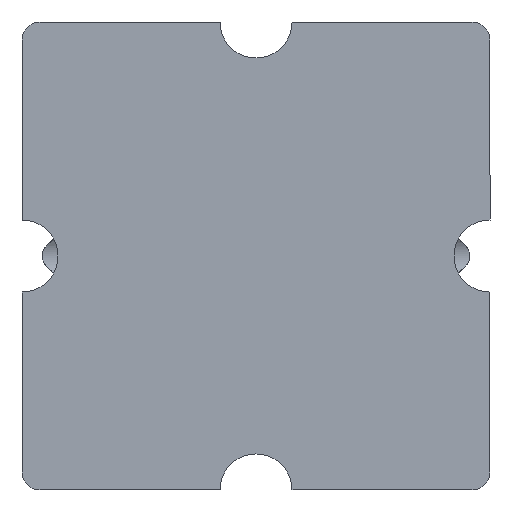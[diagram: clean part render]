
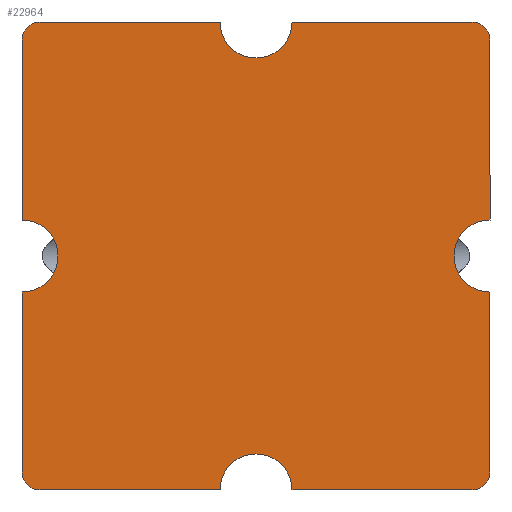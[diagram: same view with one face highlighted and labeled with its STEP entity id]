
A CAD part, front view. The second image highlights one B-rep face of the part: STEP entity #22964.
In plain terms, the highlighted planar face has unit normal (0, -1, 0).
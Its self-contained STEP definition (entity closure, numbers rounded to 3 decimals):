
#564 = CIRCLE ( 'NONE', #28671, 2.5 ) ;
#704 = VERTEX_POINT ( 'NONE', #28688 ) ;
#1108 = ORIENTED_EDGE ( 'NONE', *, *, #17689, .F. ) ;
#1529 = LINE ( 'NONE', #8919, #36064 ) ;
#1785 = ORIENTED_EDGE ( 'NONE', *, *, #44582, .F. ) ;
#2177 = CARTESIAN_POINT ( 'NONE',  ( 5., 0., -32.5 ) ) ;
#2353 = ORIENTED_EDGE ( 'NONE', *, *, #27819, .F. ) ;
#2396 = DIRECTION ( 'NONE',  ( 0., 0., 1. ) ) ;
#2476 = DIRECTION ( 'NONE',  ( 0., -1., 0. ) ) ;
#2582 = CARTESIAN_POINT ( 'NONE',  ( -32.5, 0., -5. ) ) ;
#2838 = VECTOR ( 'NONE', #18201, 1000. ) ;
#3345 = ORIENTED_EDGE ( 'NONE', *, *, #18278, .F. ) ;
#4242 = ORIENTED_EDGE ( 'NONE', *, *, #43028, .F. ) ;
#4407 = LINE ( 'NONE', #34748, #2838 ) ;
#5360 = CARTESIAN_POINT ( 'NONE',  ( -32.5, 0., 0. ) ) ;
#5573 = AXIS2_PLACEMENT_3D ( 'NONE', #20199, #34916, #20433 ) ;
#5852 = CARTESIAN_POINT ( 'NONE',  ( 5., 0., -32.5 ) ) ;
#6065 = DIRECTION ( 'NONE',  ( 0., 0., 1. ) ) ;
#6093 = EDGE_CURVE ( 'NONE', #43018, #44415, #18220, .T. ) ;
#7185 = VERTEX_POINT ( 'NONE', #8283 ) ;
#8283 = CARTESIAN_POINT ( 'NONE',  ( -5., 0., 32.5 ) ) ;
#8342 = ORIENTED_EDGE ( 'NONE', *, *, #41169, .F. ) ;
#8711 = VERTEX_POINT ( 'NONE', #27797 ) ;
#8919 = CARTESIAN_POINT ( 'NONE',  ( 32.5, 0., 5. ) ) ;
#8923 = ORIENTED_EDGE ( 'NONE', *, *, #16879, .F. ) ;
#9255 = LINE ( 'NONE', #23324, #23722 ) ;
#9433 = CARTESIAN_POINT ( 'NONE',  ( 30., 0., 30. ) ) ;
#9571 = CARTESIAN_POINT ( 'NONE',  ( 32.5, 0., 0. ) ) ;
#10250 = CARTESIAN_POINT ( 'NONE',  ( 0., 0., 27.5 ) ) ;
#10707 = CARTESIAN_POINT ( 'NONE',  ( 32.5, 0., 30. ) ) ;
#10941 = DIRECTION ( 'NONE',  ( 0., 1., 0. ) ) ;
#11085 = VERTEX_POINT ( 'NONE', #30156 ) ;
#11243 = CIRCLE ( 'NONE', #17058, 5. ) ;
#12387 = LINE ( 'NONE', #30300, #26318 ) ;
#12529 = EDGE_CURVE ( 'NONE', #29602, #27495, #1529, .T. ) ;
#12752 = ORIENTED_EDGE ( 'NONE', *, *, #41410, .F. ) ;
#13367 = LINE ( 'NONE', #26530, #16045 ) ;
#13561 = CARTESIAN_POINT ( 'NONE',  ( 30., 0., 32.5 ) ) ;
#15073 = ORIENTED_EDGE ( 'NONE', *, *, #16447, .F. ) ;
#15958 = DIRECTION ( 'NONE',  ( 0., 0., -1. ) ) ;
#15970 = CARTESIAN_POINT ( 'NONE',  ( 30., 0., -32.5 ) ) ;
#16045 = VECTOR ( 'NONE', #22684, 1000. ) ;
#16391 = DIRECTION ( 'NONE',  ( 0., -1., 0. ) ) ;
#16447 = EDGE_CURVE ( 'NONE', #30945, #29602, #38455, .T. ) ;
#16475 = DIRECTION ( 'NONE',  ( 0., 0., 1. ) ) ;
#16698 = AXIS2_PLACEMENT_3D ( 'NONE', #9433, #44283, #16475 ) ;
#16879 = EDGE_CURVE ( 'NONE', #38079, #704, #25675, .T. ) ;
#17058 = AXIS2_PLACEMENT_3D ( 'NONE', #9571, #16391, #2396 ) ;
#17527 = DIRECTION ( 'NONE',  ( 0., -1., 0. ) ) ;
#17592 = DIRECTION ( 'NONE',  ( 0., 0., 1. ) ) ;
#17689 = EDGE_CURVE ( 'NONE', #34752, #23373, #564, .T. ) ;
#17756 = CARTESIAN_POINT ( 'NONE',  ( 0., 0., 32.5 ) ) ;
#17891 = CIRCLE ( 'NONE', #5573, 5. ) ;
#18155 = CARTESIAN_POINT ( 'NONE',  ( -30., 0., 32.5 ) ) ;
#18201 = DIRECTION ( 'NONE',  ( 0., 0., 1. ) ) ;
#18220 = CIRCLE ( 'NONE', #36337, 5. ) ;
#18278 = EDGE_CURVE ( 'NONE', #22358, #38557, #35862, .T. ) ;
#19180 = DIRECTION ( 'NONE',  ( 0., 1., 0. ) ) ;
#19228 = DIRECTION ( 'NONE',  ( -1., 0., 0. ) ) ;
#19366 = EDGE_CURVE ( 'NONE', #11085, #30945, #9255, .T. ) ;
#19634 = VECTOR ( 'NONE', #37471, 1000. ) ;
#20199 = CARTESIAN_POINT ( 'NONE',  ( 0., 0., 32.5 ) ) ;
#20433 = DIRECTION ( 'NONE',  ( 0., 0., 1. ) ) ;
#20444 = AXIS2_PLACEMENT_3D ( 'NONE', #17756, #17527, #38596 ) ;
#20614 = DIRECTION ( 'NONE',  ( 0., 1., 0. ) ) ;
#20688 = ORIENTED_EDGE ( 'NONE', *, *, #43977, .F. ) ;
#21359 = ORIENTED_EDGE ( 'NONE', *, *, #19366, .F. ) ;
#21768 = CARTESIAN_POINT ( 'NONE',  ( -5., 0., -32.5 ) ) ;
#22066 = VECTOR ( 'NONE', #40927, 1000. ) ;
#22326 = DIRECTION ( 'NONE',  ( 0., 0., -1. ) ) ;
#22358 = VERTEX_POINT ( 'NONE', #34980 ) ;
#22513 = VERTEX_POINT ( 'NONE', #22960 ) ;
#22684 = DIRECTION ( 'NONE',  ( 0., 0., 1. ) ) ;
#22960 = CARTESIAN_POINT ( 'NONE',  ( -32.5, 0., 5. ) ) ;
#22964 = ADVANCED_FACE ( 'NONE', ( #36385 ), #40222, .F. ) ;
#23274 = EDGE_CURVE ( 'NONE', #27495, #8711, #11243, .T. ) ;
#23321 = CIRCLE ( 'NONE', #20444, 5. ) ;
#23324 = CARTESIAN_POINT ( 'NONE',  ( 5., 0., 32.5 ) ) ;
#23373 = VERTEX_POINT ( 'NONE', #18155 ) ;
#23722 = VECTOR ( 'NONE', #37150, 1000. ) ;
#24135 = ORIENTED_EDGE ( 'NONE', *, *, #23274, .F. ) ;
#24764 = DIRECTION ( 'NONE',  ( 0., 0., 1. ) ) ;
#24838 = EDGE_CURVE ( 'NONE', #704, #28153, #4407, .T. ) ;
#25624 = VERTEX_POINT ( 'NONE', #10250 ) ;
#25675 = CIRCLE ( 'NONE', #38714, 2.5 ) ;
#25700 = AXIS2_PLACEMENT_3D ( 'NONE', #41802, #36142, #22326 ) ;
#25749 = VECTOR ( 'NONE', #34866, 1000. ) ;
#25994 = ORIENTED_EDGE ( 'NONE', *, *, #30415, .F. ) ;
#26318 = VECTOR ( 'NONE', #19228, 1000. ) ;
#26530 = CARTESIAN_POINT ( 'NONE',  ( -32.5, 0., 5. ) ) ;
#27198 = ORIENTED_EDGE ( 'NONE', *, *, #6093, .F. ) ;
#27343 = CARTESIAN_POINT ( 'NONE',  ( 32.5, 0., 5. ) ) ;
#27495 = VERTEX_POINT ( 'NONE', #27343 ) ;
#27797 = CARTESIAN_POINT ( 'NONE',  ( 32.5, 0., -5. ) ) ;
#27819 = EDGE_CURVE ( 'NONE', #25624, #11085, #23321, .T. ) ;
#27857 = DIRECTION ( 'NONE',  ( 0., 0., 1. ) ) ;
#27967 = CARTESIAN_POINT ( 'NONE',  ( -32.5, 0., 30. ) ) ;
#28153 = VERTEX_POINT ( 'NONE', #2582 ) ;
#28671 = AXIS2_PLACEMENT_3D ( 'NONE', #37949, #10941, #24764 ) ;
#28688 = CARTESIAN_POINT ( 'NONE',  ( -32.5, 0., -30. ) ) ;
#28761 = AXIS2_PLACEMENT_3D ( 'NONE', #31179, #38658, #17592 ) ;
#29339 = AXIS2_PLACEMENT_3D ( 'NONE', #5360, #19180, #33000 ) ;
#29602 = VERTEX_POINT ( 'NONE', #10707 ) ;
#30156 = CARTESIAN_POINT ( 'NONE',  ( 5., 0., 32.5 ) ) ;
#30300 = CARTESIAN_POINT ( 'NONE',  ( -30., 0., -32.5 ) ) ;
#30415 = EDGE_CURVE ( 'NONE', #28153, #22513, #33842, .T. ) ;
#30945 = VERTEX_POINT ( 'NONE', #13561 ) ;
#31179 = CARTESIAN_POINT ( 'NONE',  ( -32.5, 0., 0. ) ) ;
#33000 = DIRECTION ( 'NONE',  ( 0., 0., 1. ) ) ;
#33842 = CIRCLE ( 'NONE', #28761, 5. ) ;
#34748 = CARTESIAN_POINT ( 'NONE',  ( -32.5, 0., -30. ) ) ;
#34752 = VERTEX_POINT ( 'NONE', #27967 ) ;
#34866 = DIRECTION ( 'NONE',  ( 0., 0., -1. ) ) ;
#34916 = DIRECTION ( 'NONE',  ( 0., -1., 0. ) ) ;
#34980 = CARTESIAN_POINT ( 'NONE',  ( 32.5, 0., -30. ) ) ;
#35862 = CIRCLE ( 'NONE', #25700, 2.5 ) ;
#36064 = VECTOR ( 'NONE', #15958, 1000. ) ;
#36142 = DIRECTION ( 'NONE',  ( 0., 1., 0. ) ) ;
#36337 = AXIS2_PLACEMENT_3D ( 'NONE', #40471, #2476, #6065 ) ;
#36385 = FACE_OUTER_BOUND ( 'NONE', #38747, .T. ) ;
#37150 = DIRECTION ( 'NONE',  ( 1., 0., 0. ) ) ;
#37245 = LINE ( 'NONE', #2177, #19634 ) ;
#37393 = CARTESIAN_POINT ( 'NONE',  ( -30., 0., -30. ) ) ;
#37471 = DIRECTION ( 'NONE',  ( -1., 0., 0. ) ) ;
#37801 = CARTESIAN_POINT ( 'NONE',  ( -30., 0., 32.5 ) ) ;
#37949 = CARTESIAN_POINT ( 'NONE',  ( -30., 0., 30. ) ) ;
#38079 = VERTEX_POINT ( 'NONE', #39691 ) ;
#38455 = CIRCLE ( 'NONE', #16698, 2.5 ) ;
#38557 = VERTEX_POINT ( 'NONE', #15970 ) ;
#38596 = DIRECTION ( 'NONE',  ( 0., 0., 1. ) ) ;
#38658 = DIRECTION ( 'NONE',  ( 0., -1., 0. ) ) ;
#38714 = AXIS2_PLACEMENT_3D ( 'NONE', #37393, #20614, #27857 ) ;
#38747 = EDGE_LOOP ( 'NONE', ( #25994, #40477, #8923, #4242, #27198, #8342, #3345, #41001, #24135, #41172, #15073, #21359, #2353, #1785, #20688, #1108, #12752 ) ) ;
#39205 = EDGE_CURVE ( 'NONE', #8711, #22358, #44573, .T. ) ;
#39691 = CARTESIAN_POINT ( 'NONE',  ( -30., 0., -32.5 ) ) ;
#40222 = PLANE ( 'NONE',  #29339 ) ;
#40471 = CARTESIAN_POINT ( 'NONE',  ( 0., 0., -32.5 ) ) ;
#40477 = ORIENTED_EDGE ( 'NONE', *, *, #24838, .F. ) ;
#40927 = DIRECTION ( 'NONE',  ( 1., 0., 0. ) ) ;
#41001 = ORIENTED_EDGE ( 'NONE', *, *, #39205, .F. ) ;
#41141 = LINE ( 'NONE', #37801, #22066 ) ;
#41169 = EDGE_CURVE ( 'NONE', #38557, #43018, #37245, .T. ) ;
#41172 = ORIENTED_EDGE ( 'NONE', *, *, #12529, .F. ) ;
#41410 = EDGE_CURVE ( 'NONE', #22513, #34752, #13367, .T. ) ;
#41633 = CARTESIAN_POINT ( 'NONE',  ( 32.5, 0., -30. ) ) ;
#41802 = CARTESIAN_POINT ( 'NONE',  ( 30., 0., -30. ) ) ;
#43018 = VERTEX_POINT ( 'NONE', #5852 ) ;
#43028 = EDGE_CURVE ( 'NONE', #44415, #38079, #12387, .T. ) ;
#43977 = EDGE_CURVE ( 'NONE', #23373, #7185, #41141, .T. ) ;
#44283 = DIRECTION ( 'NONE',  ( 0., 1., 0. ) ) ;
#44415 = VERTEX_POINT ( 'NONE', #21768 ) ;
#44573 = LINE ( 'NONE', #41633, #25749 ) ;
#44582 = EDGE_CURVE ( 'NONE', #7185, #25624, #17891, .T. ) ;
